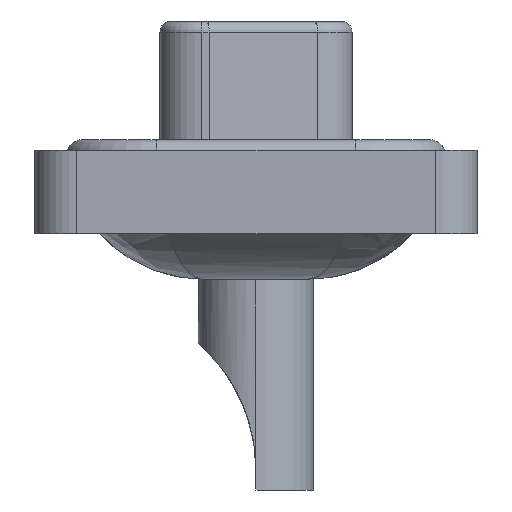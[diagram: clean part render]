
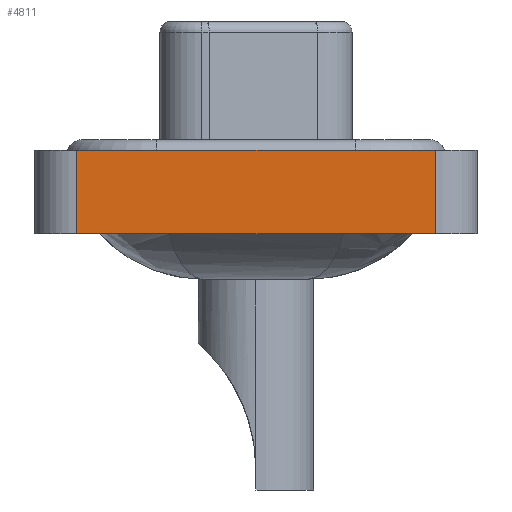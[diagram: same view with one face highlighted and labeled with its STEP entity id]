
A CAD part, left-side view. The second image highlights one B-rep face of the part: STEP entity #4811.
In plain terms, the highlighted planar face has unit normal (-1, 0, 0).
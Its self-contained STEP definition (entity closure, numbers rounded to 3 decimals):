
#411 = DIRECTION ( 'NONE',  ( 0., 0., 1. ) ) ;
#1868 = CARTESIAN_POINT ( 'NONE',  ( -7.35, 8.55, -3.6 ) ) ;
#2052 = DIRECTION ( 'NONE',  ( 0., 0., 1. ) ) ;
#2407 = EDGE_CURVE ( 'NONE', #8124, #18347, #12175, .T. ) ;
#2730 = VECTOR ( 'NONE', #17815, 1000. ) ;
#2862 = EDGE_CURVE ( 'NONE', #8124, #12816, #7203, .T. ) ;
#3464 = CARTESIAN_POINT ( 'NONE',  ( -7.35, 8.55, 0.4 ) ) ;
#4811 = ADVANCED_FACE ( 'NONE', ( #15955 ), #10296, .T. ) ;
#5494 = EDGE_CURVE ( 'NONE', #18347, #7259, #11692, .T. ) ;
#6131 = VECTOR ( 'NONE', #2052, 1000. ) ;
#7203 = LINE ( 'NONE', #9339, #6131 ) ;
#7259 = VERTEX_POINT ( 'NONE', #14782 ) ;
#7767 = CARTESIAN_POINT ( 'NONE',  ( -7.35, -8.55, -3.6 ) ) ;
#8050 = VECTOR ( 'NONE', #18242, 1000. ) ;
#8124 = VERTEX_POINT ( 'NONE', #1868 ) ;
#8616 = CARTESIAN_POINT ( 'NONE',  ( -7.35, -8.55, -3.6 ) ) ;
#8692 = DIRECTION ( 'NONE',  ( 0., 0., 1. ) ) ;
#8693 = CARTESIAN_POINT ( 'NONE',  ( -7.35, -8.55, -3.6 ) ) ;
#9181 = ORIENTED_EDGE ( 'NONE', *, *, #16081, .F. ) ;
#9339 = CARTESIAN_POINT ( 'NONE',  ( -7.35, 8.55, -3.6 ) ) ;
#10010 = DIRECTION ( 'NONE',  ( -1., 0., 0. ) ) ;
#10101 = CARTESIAN_POINT ( 'NONE',  ( -7.35, -8.55, -3.6 ) ) ;
#10296 = PLANE ( 'NONE',  #15003 ) ;
#11692 = LINE ( 'NONE', #10101, #12613 ) ;
#12175 = LINE ( 'NONE', #7767, #2730 ) ;
#12330 = CARTESIAN_POINT ( 'NONE',  ( -7.35, -8.55, 0.4 ) ) ;
#12613 = VECTOR ( 'NONE', #8692, 1000. ) ;
#12816 = VERTEX_POINT ( 'NONE', #3464 ) ;
#13841 = ORIENTED_EDGE ( 'NONE', *, *, #2407, .T. ) ;
#14569 = ORIENTED_EDGE ( 'NONE', *, *, #2862, .F. ) ;
#14782 = CARTESIAN_POINT ( 'NONE',  ( -7.35, -8.55, 0.4 ) ) ;
#15003 = AXIS2_PLACEMENT_3D ( 'NONE', #8693, #10010, #411 ) ;
#15955 = FACE_OUTER_BOUND ( 'NONE', #18101, .T. ) ;
#16081 = EDGE_CURVE ( 'NONE', #12816, #7259, #16793, .T. ) ;
#16503 = ORIENTED_EDGE ( 'NONE', *, *, #5494, .T. ) ;
#16793 = LINE ( 'NONE', #12330, #8050 ) ;
#17815 = DIRECTION ( 'NONE',  ( 0., -1., 0. ) ) ;
#18101 = EDGE_LOOP ( 'NONE', ( #16503, #9181, #14569, #13841 ) ) ;
#18242 = DIRECTION ( 'NONE',  ( 0., -1., 0. ) ) ;
#18347 = VERTEX_POINT ( 'NONE', #8616 ) ;
